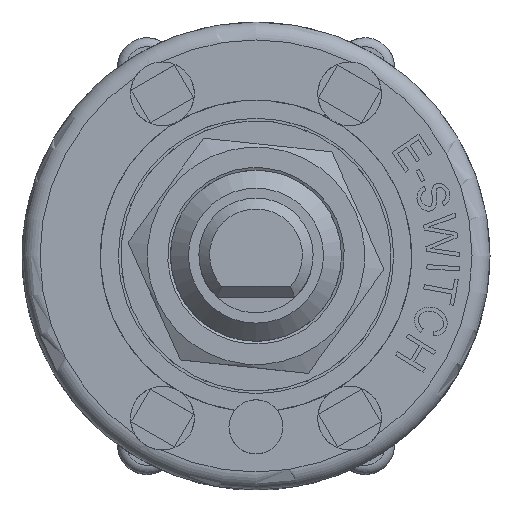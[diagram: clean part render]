
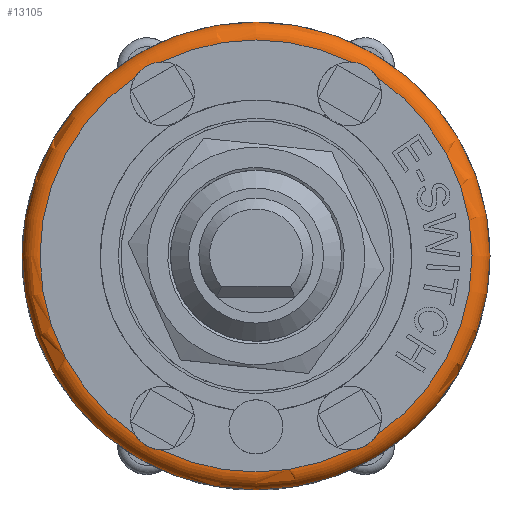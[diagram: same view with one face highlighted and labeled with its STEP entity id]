
A CAD part, top view. The second image highlights one B-rep face of the part: STEP entity #13105.
In plain terms, the highlighted toroidal (fillet/blend) face has major radius 12 mm and minor radius 1 mm.
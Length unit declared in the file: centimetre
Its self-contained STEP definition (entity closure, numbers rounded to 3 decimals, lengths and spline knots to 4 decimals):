
#226=B_SPLINE_CURVE_WITH_KNOTS('',3,(#18661,#18662,#18663,#18664,#18665,
#18666,#18667,#18668,#18669,#18670,#18671,#18672),.UNSPECIFIED.,.F.,.F.,
(4,2,2,2,2,4),(-0.2692,-0.2446,-0.216,
-0.1921,-0.1645,-0.1357),.UNSPECIFIED.);
#227=B_SPLINE_CURVE_WITH_KNOTS('',3,(#18673,#18674,#18675,#18676,#18677,
#18678,#18679,#18680,#18681,#18682,#18683,#18684),.UNSPECIFIED.,.F.,.F.,
(4,2,2,2,2,4),(-0.2692,-0.2446,-0.216,
-0.1921,-0.1645,-0.1357),.UNSPECIFIED.);
#228=B_SPLINE_CURVE_WITH_KNOTS('',3,(#18685,#18686,#18687,#18688,#18689,
#18690,#18691,#18692,#18693,#18694,#18695,#18696),.UNSPECIFIED.,.F.,.F.,
(4,2,2,2,2,4),(-0.2692,-0.2446,-0.216,
-0.1921,-0.1645,-0.1357),.UNSPECIFIED.);
#229=B_SPLINE_CURVE_WITH_KNOTS('',3,(#18697,#18698,#18699,#18700,#18701,
#18702,#18703,#18704,#18705,#18706,#18707,#18708),.UNSPECIFIED.,.F.,.F.,
(4,2,2,2,2,4),(-0.2692,-0.2446,-0.216,
-0.1921,-0.1645,-0.1357),.UNSPECIFIED.);
#553=TOROIDAL_SURFACE('',#13976,1.2,0.1);
#1332=FACE_OUTER_BOUND('',#2084,.T.);
#2084=EDGE_LOOP('',(#9930,#9931,#9932,#9933,#9934,#9935,#9936,#9937,#9938,
#9939,#9940,#9941));
#5644=CIRCLE('',#13959,1.2);
#5646=CIRCLE('',#13962,1.2);
#5650=CIRCLE('',#13967,1.2);
#5654=CIRCLE('',#13972,1.2);
#5655=CIRCLE('',#13973,1.2);
#5658=CIRCLE('',#13977,1.3);
#5659=CIRCLE('',#13978,0.1);
#6074=VERTEX_POINT('',#18367);
#6076=VERTEX_POINT('',#18371);
#6077=VERTEX_POINT('',#18375);
#6078=VERTEX_POINT('',#18377);
#6080=VERTEX_POINT('',#18383);
#6081=VERTEX_POINT('',#18385);
#6083=VERTEX_POINT('',#18391);
#6084=VERTEX_POINT('',#18393);
#6085=VERTEX_POINT('',#18395);
#6172=VERTEX_POINT('',#18658);
#7494=EDGE_CURVE('',#6074,#6076,#5644,.T.);
#7496=EDGE_CURVE('',#6078,#6077,#5646,.T.);
#7500=EDGE_CURVE('',#6081,#6080,#5650,.T.);
#7504=EDGE_CURVE('',#6084,#6083,#5654,.T.);
#7505=EDGE_CURVE('',#6085,#6084,#5655,.T.);
#7593=EDGE_CURVE('',#6172,#6172,#5658,.T.);
#7594=EDGE_CURVE('',#6172,#6084,#5659,.T.);
#7595=EDGE_CURVE('',#6083,#6081,#226,.T.);
#7596=EDGE_CURVE('',#6080,#6078,#227,.T.);
#7597=EDGE_CURVE('',#6077,#6074,#228,.T.);
#7598=EDGE_CURVE('',#6076,#6085,#229,.T.);
#9930=ORIENTED_EDGE('',*,*,#7593,.T.);
#9931=ORIENTED_EDGE('',*,*,#7594,.T.);
#9932=ORIENTED_EDGE('',*,*,#7504,.T.);
#9933=ORIENTED_EDGE('',*,*,#7595,.T.);
#9934=ORIENTED_EDGE('',*,*,#7500,.T.);
#9935=ORIENTED_EDGE('',*,*,#7596,.T.);
#9936=ORIENTED_EDGE('',*,*,#7496,.T.);
#9937=ORIENTED_EDGE('',*,*,#7597,.T.);
#9938=ORIENTED_EDGE('',*,*,#7494,.T.);
#9939=ORIENTED_EDGE('',*,*,#7598,.T.);
#9940=ORIENTED_EDGE('',*,*,#7505,.T.);
#9941=ORIENTED_EDGE('',*,*,#7594,.F.);
#13105=ADVANCED_FACE('',(#1332),#553,.T.);
#13959=AXIS2_PLACEMENT_3D('',#18373,#15359,#15360);
#13962=AXIS2_PLACEMENT_3D('',#18378,#15365,#15366);
#13967=AXIS2_PLACEMENT_3D('',#18386,#15375,#15376);
#13972=AXIS2_PLACEMENT_3D('',#18394,#15385,#15386);
#13973=AXIS2_PLACEMENT_3D('',#18396,#15387,#15388);
#13976=AXIS2_PLACEMENT_3D('',#18657,#15450,#15451);
#13977=AXIS2_PLACEMENT_3D('',#18659,#15452,#15453);
#13978=AXIS2_PLACEMENT_3D('',#18660,#15454,#15455);
#15359=DIRECTION('center_axis',(0.,0.,-1.));
#15360=DIRECTION('ref_axis',(-1.,0.,0.));
#15365=DIRECTION('center_axis',(0.,0.,-1.));
#15366=DIRECTION('ref_axis',(-1.,0.,0.));
#15375=DIRECTION('center_axis',(0.,0.,-1.));
#15376=DIRECTION('ref_axis',(-1.,0.,0.));
#15385=DIRECTION('center_axis',(0.,0.,-1.));
#15386=DIRECTION('ref_axis',(-1.,0.,0.));
#15387=DIRECTION('center_axis',(0.,0.,-1.));
#15388=DIRECTION('ref_axis',(-1.,0.,0.));
#15450=DIRECTION('center_axis',(0.,0.,-1.));
#15451=DIRECTION('ref_axis',(-1.,0.,0.));
#15452=DIRECTION('center_axis',(0.,0.,1.));
#15453=DIRECTION('ref_axis',(-1.,0.,0.));
#15454=DIRECTION('center_axis',(0.,-1.,0.));
#15455=DIRECTION('ref_axis',(1.,0.,0.));
#18367=CARTESIAN_POINT('',(-0.5271,1.078,1.05));
#18371=CARTESIAN_POINT('',(0.5271,1.078,1.05));
#18373=CARTESIAN_POINT('Origin',(0.,0.,1.05));
#18375=CARTESIAN_POINT('',(-0.67,0.9955,1.05));
#18377=CARTESIAN_POINT('',(-0.67,-0.9955,1.05));
#18378=CARTESIAN_POINT('Origin',(0.,0.,1.05));
#18383=CARTESIAN_POINT('',(-0.5271,-1.078,1.05));
#18385=CARTESIAN_POINT('',(0.5271,-1.078,1.05));
#18386=CARTESIAN_POINT('Origin',(0.,0.,1.05));
#18391=CARTESIAN_POINT('',(0.67,-0.9955,1.05));
#18393=CARTESIAN_POINT('',(1.2,0.,1.05));
#18394=CARTESIAN_POINT('Origin',(0.,0.,1.05));
#18395=CARTESIAN_POINT('',(0.67,0.9955,1.05));
#18396=CARTESIAN_POINT('Origin',(0.,0.,1.05));
#18657=CARTESIAN_POINT('Origin',(0.,0.,0.95));
#18658=CARTESIAN_POINT('',(1.3,0.,0.95));
#18659=CARTESIAN_POINT('Origin',(0.,0.,0.95));
#18660=CARTESIAN_POINT('Origin',(1.2,0.,0.95));
#18661=CARTESIAN_POINT('Ctrl Pts',(0.67,-0.9955,
1.05));
#18662=CARTESIAN_POINT('Ctrl Pts',(0.6646,-1.0041,
1.05));
#18663=CARTESIAN_POINT('Ctrl Pts',(0.6583,-1.0124,
1.0498));
#18664=CARTESIAN_POINT('Ctrl Pts',(0.6428,-1.0294,
1.0491));
#18665=CARTESIAN_POINT('Ctrl Pts',(0.6335,-1.0377,
1.0488));
#18666=CARTESIAN_POINT('Ctrl Pts',(0.615,-1.051,
1.0484));
#18667=CARTESIAN_POINT('Ctrl Pts',(0.6061,-1.0563,
1.0484));
#18668=CARTESIAN_POINT('Ctrl Pts',(0.5859,-1.0659,1.0487));
#18669=CARTESIAN_POINT('Ctrl Pts',(0.5747,-1.07,1.049));
#18670=CARTESIAN_POINT('Ctrl Pts',(0.551,-1.0759,
1.0497));
#18671=CARTESIAN_POINT('Ctrl Pts',(0.539,-1.0775,
1.05));
#18672=CARTESIAN_POINT('Ctrl Pts',(0.5271,-1.078,
1.05));
#18673=CARTESIAN_POINT('Ctrl Pts',(-0.5271,-1.078,
1.05));
#18674=CARTESIAN_POINT('Ctrl Pts',(-0.5373,-1.0776,
1.05));
#18675=CARTESIAN_POINT('Ctrl Pts',(-0.5476,-1.0763,
1.0498));
#18676=CARTESIAN_POINT('Ctrl Pts',(-0.5701,-1.0714,1.0491));
#18677=CARTESIAN_POINT('Ctrl Pts',(-0.5819,-1.0675,
1.0488));
#18678=CARTESIAN_POINT('Ctrl Pts',(-0.6027,-1.0581,
1.0484));
#18679=CARTESIAN_POINT('Ctrl Pts',(-0.6117,-1.053,
1.0484));
#18680=CARTESIAN_POINT('Ctrl Pts',(-0.6301,-1.0404,
1.0487));
#18681=CARTESIAN_POINT('Ctrl Pts',(-0.6393,-1.0327,
1.049));
#18682=CARTESIAN_POINT('Ctrl Pts',(-0.6562,-1.0151,
1.0497));
#18683=CARTESIAN_POINT('Ctrl Pts',(-0.6637,-1.0055,
1.05));
#18684=CARTESIAN_POINT('Ctrl Pts',(-0.67,-0.9955,
1.05));
#18685=CARTESIAN_POINT('Ctrl Pts',(-0.67,0.9955,
1.05));
#18686=CARTESIAN_POINT('Ctrl Pts',(-0.6646,1.0041,
1.05));
#18687=CARTESIAN_POINT('Ctrl Pts',(-0.6583,1.0124,
1.0498));
#18688=CARTESIAN_POINT('Ctrl Pts',(-0.6428,1.0294,
1.0491));
#18689=CARTESIAN_POINT('Ctrl Pts',(-0.6335,1.0377,
1.0488));
#18690=CARTESIAN_POINT('Ctrl Pts',(-0.615,1.051,1.0484));
#18691=CARTESIAN_POINT('Ctrl Pts',(-0.6061,1.0563,
1.0484));
#18692=CARTESIAN_POINT('Ctrl Pts',(-0.5859,1.0659,1.0487));
#18693=CARTESIAN_POINT('Ctrl Pts',(-0.5747,1.07,1.049));
#18694=CARTESIAN_POINT('Ctrl Pts',(-0.551,1.0759,1.0497));
#18695=CARTESIAN_POINT('Ctrl Pts',(-0.539,1.0775,
1.05));
#18696=CARTESIAN_POINT('Ctrl Pts',(-0.5271,1.078,
1.05));
#18697=CARTESIAN_POINT('Ctrl Pts',(0.5271,1.078,1.05));
#18698=CARTESIAN_POINT('Ctrl Pts',(0.5373,1.0776,1.05));
#18699=CARTESIAN_POINT('Ctrl Pts',(0.5476,1.0763,1.0498));
#18700=CARTESIAN_POINT('Ctrl Pts',(0.5701,1.0714,1.0491));
#18701=CARTESIAN_POINT('Ctrl Pts',(0.5819,1.0675,1.0488));
#18702=CARTESIAN_POINT('Ctrl Pts',(0.6027,1.0581,1.0484));
#18703=CARTESIAN_POINT('Ctrl Pts',(0.6117,1.053,1.0484));
#18704=CARTESIAN_POINT('Ctrl Pts',(0.6301,1.0404,1.0487));
#18705=CARTESIAN_POINT('Ctrl Pts',(0.6393,1.0327,1.049));
#18706=CARTESIAN_POINT('Ctrl Pts',(0.6562,1.0151,1.0497));
#18707=CARTESIAN_POINT('Ctrl Pts',(0.6637,1.0055,1.05));
#18708=CARTESIAN_POINT('Ctrl Pts',(0.67,0.9955,
1.05));
